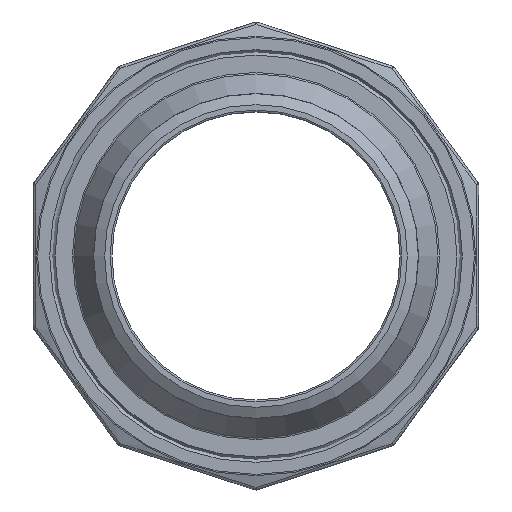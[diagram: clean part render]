
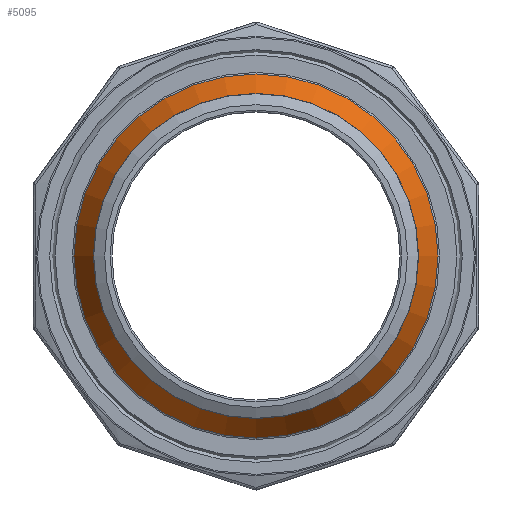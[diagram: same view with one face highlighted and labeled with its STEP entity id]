
A CAD part, left-side view. The second image highlights one B-rep face of the part: STEP entity #5095.
In plain terms, the highlighted conical face has half-angle 30 degrees and reference radius 50 mm.
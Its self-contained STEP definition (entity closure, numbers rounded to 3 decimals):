
#1073 = CONICAL_SURFACE ( 'NONE', #7994, 50., 0.524 ) ;
#1553 = CARTESIAN_POINT ( 'NONE',  ( -19.25, 0., 0. ) ) ;
#1616 = FACE_BOUND ( 'NONE', #8059, .T. ) ;
#2806 = DIRECTION ( 'NONE',  ( 1., 0., 0. ) ) ;
#3022 = CARTESIAN_POINT ( 'NONE',  ( -28.497, 0., 0. ) ) ;
#3493 = EDGE_LOOP ( 'NONE', ( #6513 ) ) ;
#4595 = CARTESIAN_POINT ( 'NONE',  ( -19., 0., 0. ) ) ;
#4985 = DIRECTION ( 'NONE',  ( -1., 0., 0. ) ) ;
#5095 = ADVANCED_FACE ( 'NONE', ( #1616, #6185 ), #1073, .T. ) ;
#5252 = CIRCLE ( 'NONE', #6505, 49.856 ) ;
#6185 = FACE_OUTER_BOUND ( 'NONE', #3493, .T. ) ;
#6505 = AXIS2_PLACEMENT_3D ( 'NONE', #1553, #4985, #15935 ) ;
#6513 = ORIENTED_EDGE ( 'NONE', *, *, #8084, .T. ) ;
#7452 = DIRECTION ( 'NONE',  ( 0., 1., 0. ) ) ;
#7535 = ORIENTED_EDGE ( 'NONE', *, *, #9380, .T. ) ;
#7994 = AXIS2_PLACEMENT_3D ( 'NONE', #4595, #2806, #7452 ) ;
#8059 = EDGE_LOOP ( 'NONE', ( #7535 ) ) ;
#8062 = VERTEX_POINT ( 'NONE', #14074 ) ;
#8084 = EDGE_CURVE ( 'NONE', #8062, #8062, #5252, .T. ) ;
#9380 = EDGE_CURVE ( 'NONE', #10060, #10060, #14323, .T. ) ;
#10060 = VERTEX_POINT ( 'NONE', #18979 ) ;
#14074 = CARTESIAN_POINT ( 'NONE',  ( -19.25, 49.856, 0. ) ) ;
#14323 = CIRCLE ( 'NONE', #19322, 44.517 ) ;
#15935 = DIRECTION ( 'NONE',  ( 0., 1., 0. ) ) ;
#16339 = DIRECTION ( 'NONE',  ( 0., 1., 0. ) ) ;
#16430 = DIRECTION ( 'NONE',  ( 1., 0., 0. ) ) ;
#18979 = CARTESIAN_POINT ( 'NONE',  ( -28.497, 44.517, 0. ) ) ;
#19322 = AXIS2_PLACEMENT_3D ( 'NONE', #3022, #16430, #16339 ) ;
